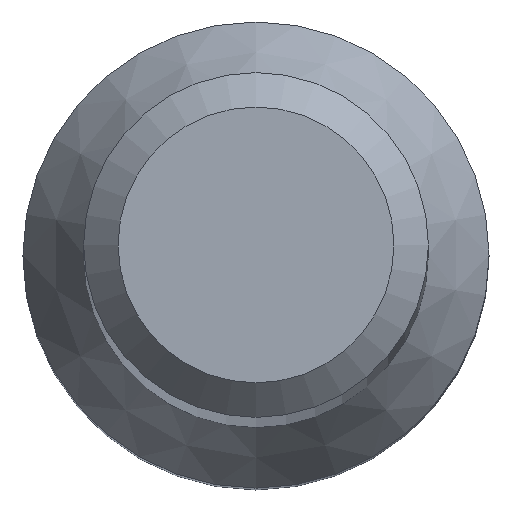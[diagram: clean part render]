
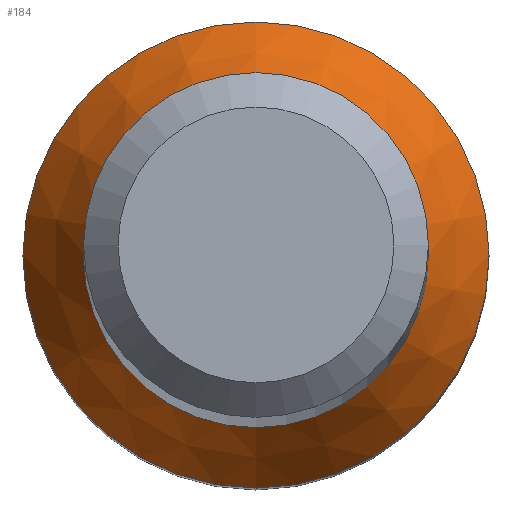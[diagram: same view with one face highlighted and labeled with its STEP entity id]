
A CAD part, top view. The second image highlights one B-rep face of the part: STEP entity #184.
In plain terms, the highlighted conical face has half-angle 30 degrees and reference radius 2.704 mm.
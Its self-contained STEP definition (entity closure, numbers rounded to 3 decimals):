
#9 = EDGE_CURVE ( 'NONE', #44, #44, #84, .T. ) ;
#14 = DIRECTION ( 'NONE',  ( 0., 1., 0. ) ) ;
#39 = DIRECTION ( 'NONE',  ( 0., 1., 0. ) ) ;
#42 = AXIS2_PLACEMENT_3D ( 'NONE', #53, #88, #14 ) ;
#44 = VERTEX_POINT ( 'NONE', #102 ) ;
#53 = CARTESIAN_POINT ( 'NONE',  ( 0., 0., 12.772 ) ) ;
#55 = FACE_BOUND ( 'NONE', #236, .T. ) ;
#63 = CARTESIAN_POINT ( 'NONE',  ( 0., 0., 13.992 ) ) ;
#76 = VERTEX_POINT ( 'NONE', #152 ) ;
#84 = CIRCLE ( 'NONE', #42, 2.704 ) ;
#88 = DIRECTION ( 'NONE',  ( 0., 0., -1. ) ) ;
#94 = ORIENTED_EDGE ( 'NONE', *, *, #9, .F. ) ;
#102 = CARTESIAN_POINT ( 'NONE',  ( 0., 2.704, 12.772 ) ) ;
#103 = DIRECTION ( 'NONE',  ( 0., 0., -1. ) ) ;
#107 = EDGE_LOOP ( 'NONE', ( #94 ) ) ;
#116 = EDGE_CURVE ( 'NONE', #76, #76, #153, .T. ) ;
#117 = CARTESIAN_POINT ( 'NONE',  ( 0., 0., 12.772 ) ) ;
#127 = DIRECTION ( 'NONE',  ( 0., 1., 0. ) ) ;
#152 = CARTESIAN_POINT ( 'NONE',  ( 0., 2., 13.992 ) ) ;
#153 = CIRCLE ( 'NONE', #171, 2. ) ;
#164 = ORIENTED_EDGE ( 'NONE', *, *, #116, .T. ) ;
#171 = AXIS2_PLACEMENT_3D ( 'NONE', #63, #212, #127 ) ;
#174 = AXIS2_PLACEMENT_3D ( 'NONE', #117, #103, #39 ) ;
#184 = ADVANCED_FACE ( 'NONE', ( #55, #190 ), #228, .T. ) ;
#190 = FACE_OUTER_BOUND ( 'NONE', #107, .T. ) ;
#212 = DIRECTION ( 'NONE',  ( 0., 0., -1. ) ) ;
#228 = CONICAL_SURFACE ( 'NONE', #174, 2.704, 0.524 ) ;
#236 = EDGE_LOOP ( 'NONE', ( #164 ) ) ;
